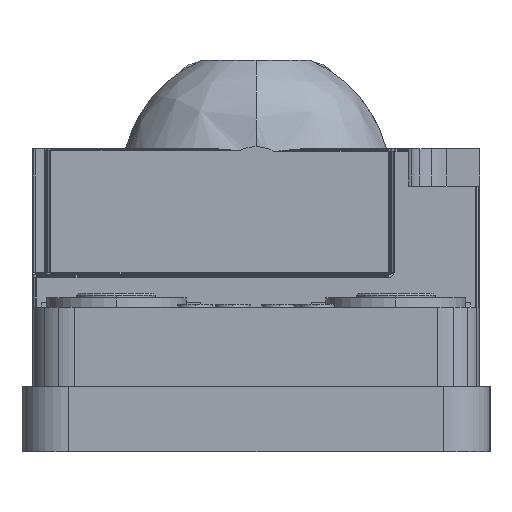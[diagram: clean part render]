
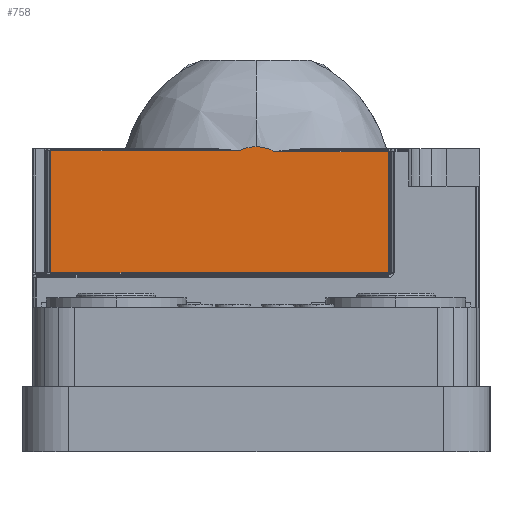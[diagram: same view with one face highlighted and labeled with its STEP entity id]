
A CAD part, left-side view. The second image highlights one B-rep face of the part: STEP entity #758.
In plain terms, the highlighted planar face has unit normal (-1, 0, 0).
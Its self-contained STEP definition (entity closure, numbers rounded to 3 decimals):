
#758=ADVANCED_FACE('',(#2427),#2428,.T.);
#2427=FACE_OUTER_BOUND('',#4725,.T.);
#2428=PLANE('',#4726);
#4725=EDGE_LOOP('',(#11125,#11126,#11127,#11128,#11129,#11130,#11131));
#4726=AXIS2_PLACEMENT_3D('',#11132,#11133,#11134);
#11125=ORIENTED_EDGE('',*,*,#14595,.F.);
#11126=ORIENTED_EDGE('',*,*,#14412,.F.);
#11127=ORIENTED_EDGE('',*,*,#14421,.F.);
#11128=ORIENTED_EDGE('',*,*,#14563,.F.);
#11129=ORIENTED_EDGE('',*,*,#13228,.F.);
#11130=ORIENTED_EDGE('',*,*,#13910,.F.);
#11131=ORIENTED_EDGE('',*,*,#13846,.F.);
#11132=CARTESIAN_POINT('',(83.845,319.567,30.401));
#11133=DIRECTION('',(-1.0,0.0,0.0));
#11134=DIRECTION('',(0.0,0.0,1.0));
#13228=EDGE_CURVE('',#15811,#15813,#15814,.T.);
#13846=EDGE_CURVE('',#17019,#17021,#17022,.T.);
#13910=EDGE_CURVE('',#17021,#15811,#17147,.T.);
#14412=EDGE_CURVE('',#18037,#18039,#18040,.T.);
#14421=EDGE_CURVE('',#18050,#18037,#18052,.T.);
#14563=EDGE_CURVE('',#15813,#18050,#18218,.T.);
#14595=EDGE_CURVE('',#18039,#17019,#18257,.T.);
#15811=VERTEX_POINT('',#19982);
#15813=VERTEX_POINT('',#19984);
#15814=LINE('',#19985,#19986);
#17019=VERTEX_POINT('',#21553);
#17021=VERTEX_POINT('',#21555);
#17022=LINE('',#21556,#21557);
#17147=LINE('',#21723,#21724);
#18037=VERTEX_POINT('',#22887);
#18039=VERTEX_POINT('',#22889);
#18040=CIRCLE('',#22890,4.0);
#18050=VERTEX_POINT('',#22973);
#18052=CIRCLE('',#22980,4.0);
#18218=LINE('',#23191,#23192);
#18257=LINE('',#23236,#23237);
#19982=CARTESIAN_POINT('',(83.845,317.757,16.2));
#19984=CARTESIAN_POINT('',(83.845,317.757,29.3));
#19985=CARTESIAN_POINT('',(83.845,317.757,16.2));
#19986=VECTOR('',#25253,13.1);
#21553=CARTESIAN_POINT('',(83.845,281.557,29.2));
#21555=CARTESIAN_POINT('',(83.845,281.557,16.2));
#21556=CARTESIAN_POINT('',(83.845,281.557,29.2));
#21557=VECTOR('',#26458,13.0);
#21723=CARTESIAN_POINT('',(83.845,281.557,16.2));
#21724=VECTOR('',#26580,36.2);
#22887=CARTESIAN_POINT('',(83.845,295.757,29.725));
#22889=CARTESIAN_POINT('',(83.845,293.776,29.2));
#22890=AXIS2_PLACEMENT_3D('',#27612,#27613,#27614);
#22973=CARTESIAN_POINT('',(83.845,297.551,29.3));
#22980=AXIS2_PLACEMENT_3D('',#27621,#27622,#27623);
#23191=CARTESIAN_POINT('',(83.845,317.757,29.3));
#23192=VECTOR('',#27989,20.206);
#23236=CARTESIAN_POINT('',(83.845,293.776,29.2));
#23237=VECTOR('',#28073,12.219);
#25253=DIRECTION('',(0.0,0.0,1.0));
#26458=DIRECTION('',(0.0,0.0,-1.0));
#26580=DIRECTION('',(0.0,1.0,0.0));
#27612=CARTESIAN_POINT('',(83.845,295.757,25.725));
#27613=DIRECTION('',(1.0,0.0,0.0));
#27614=DIRECTION('',(0.0,1.0,0.0));
#27621=CARTESIAN_POINT('',(83.845,295.757,25.725));
#27622=DIRECTION('',(1.0,0.0,0.0));
#27623=DIRECTION('',(0.0,1.0,0.0));
#27989=DIRECTION('',(0.0,-1.0,0.0));
#28073=DIRECTION('',(0.0,-1.0,0.0));
